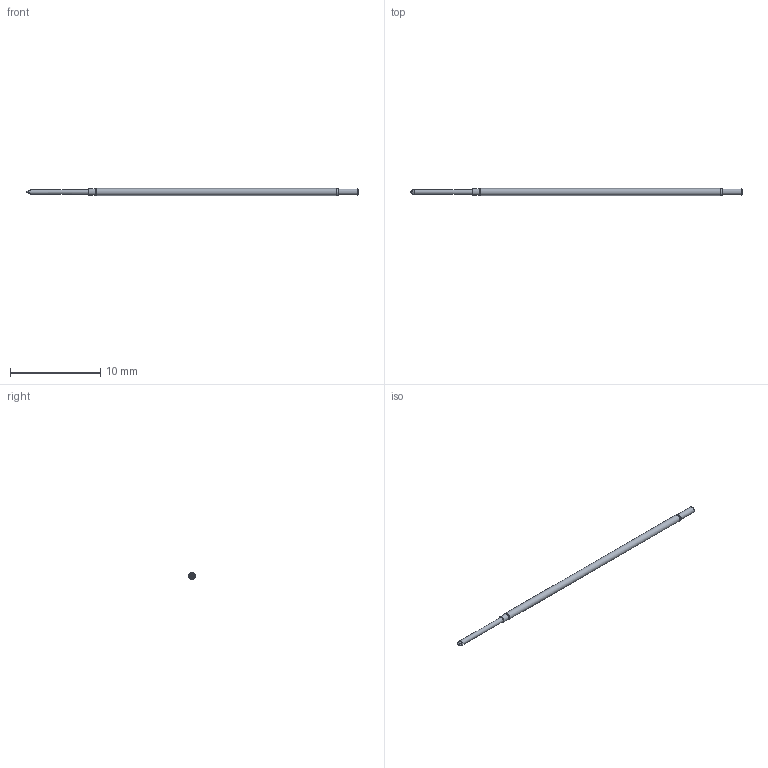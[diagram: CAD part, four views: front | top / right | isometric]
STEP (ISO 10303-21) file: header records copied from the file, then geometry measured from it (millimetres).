
FILE_DESCRIPTION (( 'STEP AP214' ), '1' );
FILE_NAME ('X39-2561.STEP', '2020-04-06T19:01:17', ( '' ), ( '' ), 'SwSTEP 2.0', 'SolidWorks 2019', '' );
FILE_SCHEMA (( 'AUTOMOTIVE_DESIGN' ));
Length unit declared in the file: inch
Products named in the file (1): X39-2561
Bounding box: 36.83 x 0.78 x 0.78 mm (x, y, z)
Volume: 15.5 mm3; surface area: 84.4 mm2
Topology: 1 solids, 1 shells, 26 faces, 59 edges, 36 vertices
Faces by surface type: bspline 12, torus 5, cylinder 4, plane 3, cone 2
Full cylindrical faces by diameter (mm): 0.536 x1, 0.665 x1, 0.7 x1, 0.782 x1
Entity records: 2934 total; most frequent: CARTESIAN_POINT 2125, ORIENTED_EDGE 92, DIRECTION 54, EDGE_CURVE 46, EDGE_LOOP 38, FACE_OUTER_BOUND 35, VERTEX_POINT 34, B_SPLINE_CURVE_WITH_KNOTS 34
